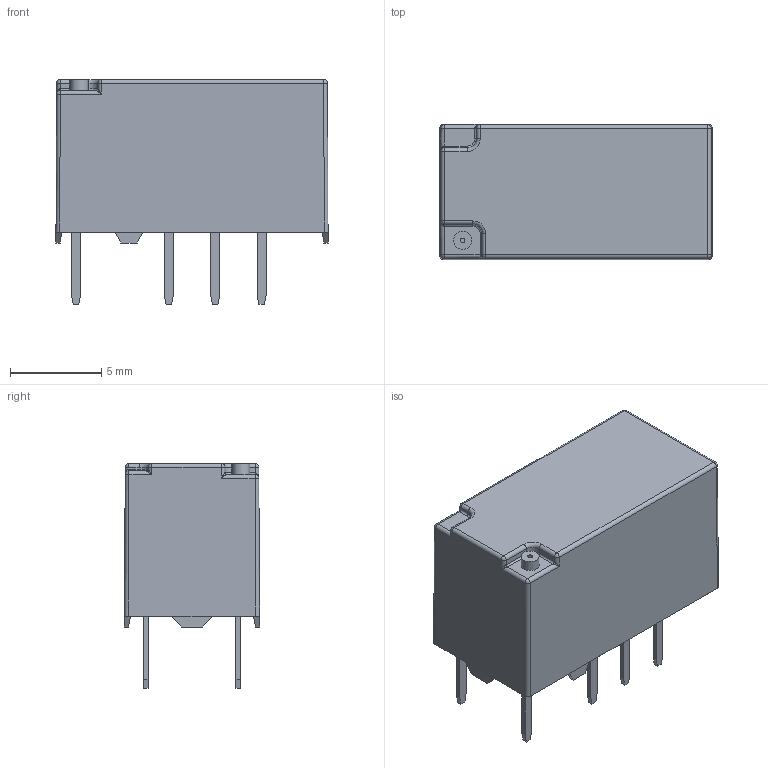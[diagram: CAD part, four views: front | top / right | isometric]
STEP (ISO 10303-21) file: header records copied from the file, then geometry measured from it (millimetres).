
FILE_DESCRIPTION(/* description */ (''),/* implementation_level */ '2;1');
FILE_NAME(/* name */ 'HFD3 1.5_stp.stp',/* time_stamp */ '2018-03-13T11:23:34+08:00',/* author */ (''),/* organization */ (''),/* preprocessor_version */ 'ST-DEVELOPER v15',/* originating_system */ 'SIEMENS PLM Software NX 8.5',/* authorisation */ '');
FILE_SCHEMA (('CONFIG_CONTROL_DESIGN'));
Length unit declared in the file: millimetre
Products named in the file (1): HFD3 1.5_stp
Bounding box: 14.9 x 7.4 x 12.31 mm (x, y, z)
Volume: 913.8 mm3; surface area: 638.1 mm2
Topology: 1 solids, 1 shells, 181 faces, 431 edges, 251 vertices
Faces by surface type: plane 123, cylinder 37, sphere 8, bspline 8, torus 4, cone 1
Full cylindrical faces by diameter (mm): 0.25 x1, 0.4 x1, 1 x1
Entity records: 5270 total; most frequent: CARTESIAN_POINT 1134, ORIENTED_EDGE 828, DIRECTION 824, EDGE_CURVE 414, LINE 328, VECTOR 328, VERTEX_POINT 250, AXIS2_PLACEMENT_3D 248
